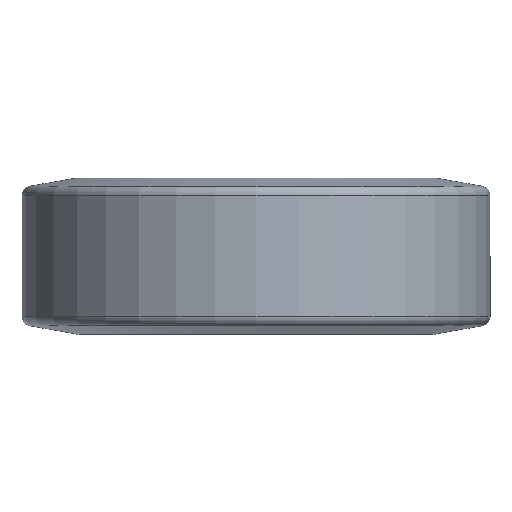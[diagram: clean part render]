
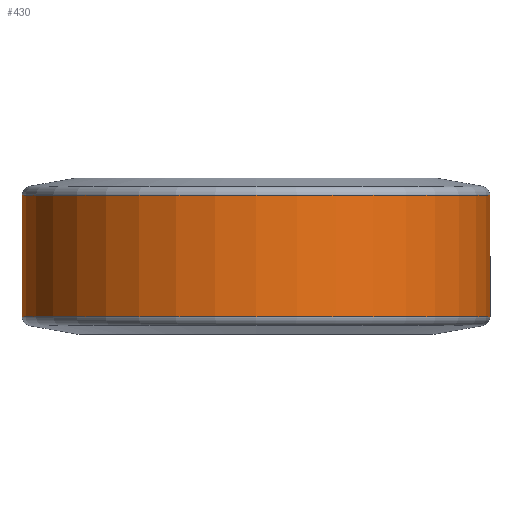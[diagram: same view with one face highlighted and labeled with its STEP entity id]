
A CAD part, front view. The second image highlights one B-rep face of the part: STEP entity #430.
In plain terms, the highlighted cylindrical face has radius 75 mm (diameter 150 mm), a partial arc.
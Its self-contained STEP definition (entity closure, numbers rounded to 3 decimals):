
#32 = DIRECTION ( 'NONE',  ( 0., 0., 1. ) ) ;
#33 = CARTESIAN_POINT ( 'NONE',  ( -75., 0., 19.397 ) ) ;
#34 = VERTEX_POINT ( 'NONE', #320 ) ;
#64 = EDGE_CURVE ( 'NONE', #34, #534, #394, .T. ) ;
#87 = DIRECTION ( 'NONE',  ( 0., 0., 1. ) ) ;
#105 = VERTEX_POINT ( 'NONE', #452 ) ;
#191 = DIRECTION ( 'NONE',  ( 0., 0., 1. ) ) ;
#214 = CARTESIAN_POINT ( 'NONE',  ( 0., 0., -19.397 ) ) ;
#278 = EDGE_CURVE ( 'NONE', #34, #381, #380, .T. ) ;
#281 = VECTOR ( 'NONE', #707, 1000. ) ;
#309 = ORIENTED_EDGE ( 'NONE', *, *, #385, .F. ) ;
#320 = CARTESIAN_POINT ( 'NONE',  ( -75., 0., -19.397 ) ) ;
#337 = CARTESIAN_POINT ( 'NONE',  ( -75., 0., 0. ) ) ;
#380 = CIRCLE ( 'NONE', #475, 75. ) ;
#381 = VERTEX_POINT ( 'NONE', #706 ) ;
#385 = EDGE_CURVE ( 'NONE', #534, #105, #491, .T. ) ;
#394 = LINE ( 'NONE', #337, #281 ) ;
#401 = DIRECTION ( 'NONE',  ( 0., 0., 1. ) ) ;
#411 = ORIENTED_EDGE ( 'NONE', *, *, #64, .F. ) ;
#430 = ADVANCED_FACE ( 'NONE', ( #507 ), #445, .T. ) ;
#442 = DIRECTION ( 'NONE',  ( 1., 0., 0. ) ) ;
#445 = CYLINDRICAL_SURFACE ( 'NONE', #492, 75. ) ;
#452 = CARTESIAN_POINT ( 'NONE',  ( 75., 0., 19.397 ) ) ;
#455 = CARTESIAN_POINT ( 'NONE',  ( 0., 0., 19.397 ) ) ;
#461 = EDGE_LOOP ( 'NONE', ( #411, #679, #811, #309 ) ) ;
#462 = LINE ( 'NONE', #767, #812 ) ;
#475 = AXIS2_PLACEMENT_3D ( 'NONE', #214, #32, #653 ) ;
#491 = CIRCLE ( 'NONE', #780, 75. ) ;
#492 = AXIS2_PLACEMENT_3D ( 'NONE', #700, #191, #442 ) ;
#507 = FACE_OUTER_BOUND ( 'NONE', #461, .T. ) ;
#534 = VERTEX_POINT ( 'NONE', #33 ) ;
#602 = DIRECTION ( 'NONE',  ( 1., 0., 0. ) ) ;
#653 = DIRECTION ( 'NONE',  ( 1., 0., 0. ) ) ;
#679 = ORIENTED_EDGE ( 'NONE', *, *, #278, .T. ) ;
#700 = CARTESIAN_POINT ( 'NONE',  ( 0., 0., 0. ) ) ;
#706 = CARTESIAN_POINT ( 'NONE',  ( 75., 0., -19.397 ) ) ;
#707 = DIRECTION ( 'NONE',  ( 0., 0., 1. ) ) ;
#716 = EDGE_CURVE ( 'NONE', #381, #105, #462, .T. ) ;
#767 = CARTESIAN_POINT ( 'NONE',  ( 75., 0., 0. ) ) ;
#780 = AXIS2_PLACEMENT_3D ( 'NONE', #455, #87, #602 ) ;
#811 = ORIENTED_EDGE ( 'NONE', *, *, #716, .T. ) ;
#812 = VECTOR ( 'NONE', #401, 1000. ) ;
